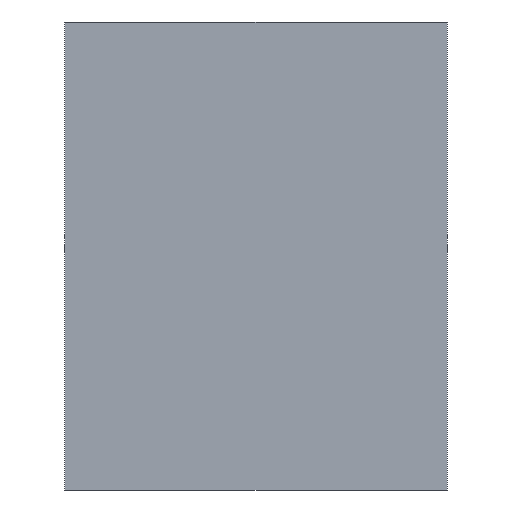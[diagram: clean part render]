
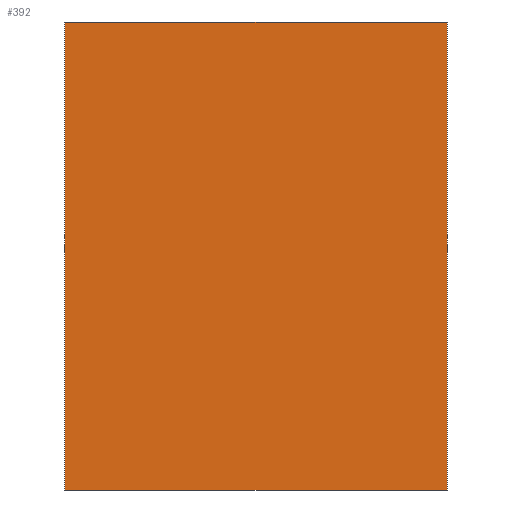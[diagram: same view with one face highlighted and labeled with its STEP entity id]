
A CAD part, front view. The second image highlights one B-rep face of the part: STEP entity #392.
In plain terms, the highlighted planar face has unit normal (0, -1, 0).
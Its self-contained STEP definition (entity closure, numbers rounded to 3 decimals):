
#392 = ADVANCED_FACE ( 'NONE', ( #2921 ), #3887, .T. ) ;
#427 = VECTOR ( 'NONE', #715, 1000. ) ;
#670 = CARTESIAN_POINT ( 'NONE',  ( 12.25, 0., 15. ) ) ;
#715 = DIRECTION ( 'NONE',  ( -1., 0., 0. ) ) ;
#730 = CARTESIAN_POINT ( 'NONE',  ( -12.25, 0., 15. ) ) ;
#1000 = EDGE_CURVE ( 'NONE', #5093, #5680, #5005, .T. ) ;
#1190 = DIRECTION ( 'NONE',  ( 0., 0., -1. ) ) ;
#1267 = VERTEX_POINT ( 'NONE', #2988 ) ;
#2075 = ORIENTED_EDGE ( 'NONE', *, *, #1000, .F. ) ;
#2207 = EDGE_CURVE ( 'NONE', #5680, #1267, #4950, .T. ) ;
#2603 = CARTESIAN_POINT ( 'NONE',  ( 12.25, 0., 15. ) ) ;
#2640 = DIRECTION ( 'NONE',  ( 1., 0., 0. ) ) ;
#2849 = CARTESIAN_POINT ( 'NONE',  ( 12.25, 0., -15. ) ) ;
#2857 = DIRECTION ( 'NONE',  ( 0., 0., -1. ) ) ;
#2921 = FACE_OUTER_BOUND ( 'NONE', #3088, .T. ) ;
#2988 = CARTESIAN_POINT ( 'NONE',  ( -12.25, 0., 15. ) ) ;
#3018 = EDGE_CURVE ( 'NONE', #1267, #6104, #5021, .T. ) ;
#3088 = EDGE_LOOP ( 'NONE', ( #3274, #3885, #4644, #2075 ) ) ;
#3274 = ORIENTED_EDGE ( 'NONE', *, *, #4919, .F. ) ;
#3294 = CARTESIAN_POINT ( 'NONE',  ( 0., 0., 0. ) ) ;
#3506 = DIRECTION ( 'NONE',  ( 0., 0., 1. ) ) ;
#3536 = LINE ( 'NONE', #2603, #5889 ) ;
#3620 = CARTESIAN_POINT ( 'NONE',  ( -12.25, 0., -15. ) ) ;
#3668 = CARTESIAN_POINT ( 'NONE',  ( -12.25, 0., -15. ) ) ;
#3885 = ORIENTED_EDGE ( 'NONE', *, *, #3018, .F. ) ;
#3887 = PLANE ( 'NONE',  #4344 ) ;
#4328 = DIRECTION ( 'NONE',  ( 0., -1., 0. ) ) ;
#4344 = AXIS2_PLACEMENT_3D ( 'NONE', #3294, #4328, #2857 ) ;
#4644 = ORIENTED_EDGE ( 'NONE', *, *, #2207, .F. ) ;
#4918 = VECTOR ( 'NONE', #3506, 1000. ) ;
#4919 = EDGE_CURVE ( 'NONE', #6104, #5093, #3536, .T. ) ;
#4950 = LINE ( 'NONE', #5357, #4918 ) ;
#5005 = LINE ( 'NONE', #3620, #427 ) ;
#5021 = LINE ( 'NONE', #730, #5677 ) ;
#5093 = VERTEX_POINT ( 'NONE', #2849 ) ;
#5357 = CARTESIAN_POINT ( 'NONE',  ( -12.25, 0., 15. ) ) ;
#5677 = VECTOR ( 'NONE', #2640, 1000. ) ;
#5680 = VERTEX_POINT ( 'NONE', #3668 ) ;
#5889 = VECTOR ( 'NONE', #1190, 1000. ) ;
#6104 = VERTEX_POINT ( 'NONE', #670 ) ;
